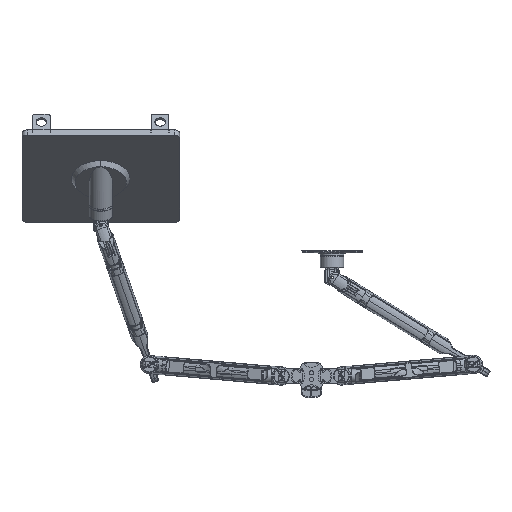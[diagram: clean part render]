
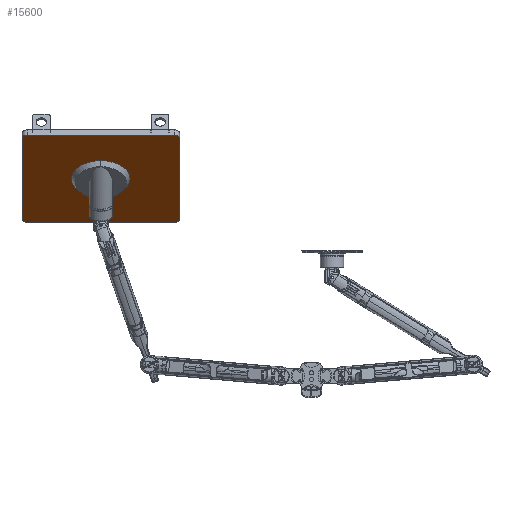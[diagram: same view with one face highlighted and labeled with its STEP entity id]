
A CAD part, front view. The second image highlights one B-rep face of the part: STEP entity #15600.
In plain terms, the highlighted face is planar.
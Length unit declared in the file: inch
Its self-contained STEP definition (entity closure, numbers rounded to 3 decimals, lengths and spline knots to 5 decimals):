
#1977 = VERTEX_POINT ( 'NONE', #5458 ) ;
#2115 = CARTESIAN_POINT ( 'NONE',  ( 5.53125, 0., -4.90625 ) ) ;
#4044 = CARTESIAN_POINT ( 'NONE',  ( 5.90625, 0., 4.90625 ) ) ;
#5458 = CARTESIAN_POINT ( 'NONE',  ( 5.53125, 0., -5.28125 ) ) ;
#6201 = DIRECTION ( 'NONE',  ( 0., 0., 1. ) ) ;
#7596 = CIRCLE ( 'NONE', #47526, 0.375 ) ;
#8817 = DIRECTION ( 'NONE',  ( 0., 0., 1. ) ) ;
#9338 = CARTESIAN_POINT ( 'NONE',  ( 0., 0., 2.1875 ) ) ;
#9466 = EDGE_CURVE ( 'NONE', #54416, #87786, #77709, .T. ) ;
#10743 = EDGE_CURVE ( 'NONE', #42328, #42977, #23511, .T. ) ;
#12150 = DIRECTION ( 'NONE',  ( 0., 0., -1. ) ) ;
#14793 = EDGE_CURVE ( 'NONE', #42977, #77719, #50205, .T. ) ;
#15577 = DIRECTION ( 'NONE',  ( 0., 0., 1. ) ) ;
#15600 = ADVANCED_FACE ( 'NONE', ( #80105, #82334 ), #71902, .F. ) ;
#15889 = CARTESIAN_POINT ( 'NONE',  ( -5.53125, 0., 5.28125 ) ) ;
#16538 = VECTOR ( 'NONE', #47775, 39.37008 ) ;
#17080 = CARTESIAN_POINT ( 'NONE',  ( 5.53125, 0., 5.28125 ) ) ;
#17600 = LINE ( 'NONE', #4044, #16538 ) ;
#19581 = CARTESIAN_POINT ( 'NONE',  ( -5.53125, 0., 5.28125 ) ) ;
#23271 = VERTEX_POINT ( 'NONE', #24534 ) ;
#23511 = CIRCLE ( 'NONE', #64431, 0.375 ) ;
#24534 = CARTESIAN_POINT ( 'NONE',  ( -5.53125, 0., -5.28125 ) ) ;
#24692 = EDGE_CURVE ( 'NONE', #1977, #23271, #79595, .T. ) ;
#25112 = CARTESIAN_POINT ( 'NONE',  ( 5.90625, 0., 4.90625 ) ) ;
#25165 = CIRCLE ( 'NONE', #68625, 0.375 ) ;
#25936 = VERTEX_POINT ( 'NONE', #56292 ) ;
#26147 = AXIS2_PLACEMENT_3D ( 'NONE', #58359, #58073, #15577 ) ;
#27055 = EDGE_CURVE ( 'NONE', #80055, #42328, #27519, .T. ) ;
#27519 = LINE ( 'NONE', #29363, #82029 ) ;
#28068 = CIRCLE ( 'NONE', #42908, 2.1875 ) ;
#28483 = DIRECTION ( 'NONE',  ( -1., 0., 0. ) ) ;
#29277 = CARTESIAN_POINT ( 'NONE',  ( 0., 0., 0. ) ) ;
#29322 = DIRECTION ( 'NONE',  ( 0., 1., 0. ) ) ;
#29363 = CARTESIAN_POINT ( 'NONE',  ( -5.90625, 0., 4.90625 ) ) ;
#31333 = VECTOR ( 'NONE', #41705, 39.37008 ) ;
#34177 = DIRECTION ( 'NONE',  ( 0., 1., 0. ) ) ;
#35133 = VECTOR ( 'NONE', #28483, 39.37008 ) ;
#35640 = EDGE_LOOP ( 'NONE', ( #62306, #83618, #65532, #51897, #69144, #85020, #69823, #55749 ) ) ;
#35655 = CARTESIAN_POINT ( 'NONE',  ( 0., 0., -2.1875 ) ) ;
#36590 = DIRECTION ( 'NONE',  ( 0., 1., 0. ) ) ;
#39629 = DIRECTION ( 'NONE',  ( 0., 1., 0. ) ) ;
#40437 = AXIS2_PLACEMENT_3D ( 'NONE', #86490, #29322, #85573 ) ;
#41705 = DIRECTION ( 'NONE',  ( 1., 0., 0. ) ) ;
#42328 = VERTEX_POINT ( 'NONE', #63408 ) ;
#42908 = AXIS2_PLACEMENT_3D ( 'NONE', #29277, #86140, #8817 ) ;
#42977 = VERTEX_POINT ( 'NONE', #15889 ) ;
#43704 = DIRECTION ( 'NONE',  ( 0., 0., 1. ) ) ;
#47526 = AXIS2_PLACEMENT_3D ( 'NONE', #2115, #36590, #51734 ) ;
#47775 = DIRECTION ( 'NONE',  ( 0., 0., -1. ) ) ;
#48136 = CARTESIAN_POINT ( 'NONE',  ( -5.53125, 0., 4.90625 ) ) ;
#48407 = DIRECTION ( 'NONE',  ( 0., -1., 0. ) ) ;
#50205 = LINE ( 'NONE', #19581, #31333 ) ;
#51734 = DIRECTION ( 'NONE',  ( 0., 0., 1. ) ) ;
#51897 = ORIENTED_EDGE ( 'NONE', *, *, #27055, .F. ) ;
#54416 = VERTEX_POINT ( 'NONE', #9338 ) ;
#54572 = VERTEX_POINT ( 'NONE', #25112 ) ;
#55225 = ORIENTED_EDGE ( 'NONE', *, *, #86927, .F. ) ;
#55749 = ORIENTED_EDGE ( 'NONE', *, *, #63165, .F. ) ;
#56292 = CARTESIAN_POINT ( 'NONE',  ( 5.90625, 0., -4.90625 ) ) ;
#56433 = CARTESIAN_POINT ( 'NONE',  ( -5.53125, 0., -5.28125 ) ) ;
#56901 = EDGE_CURVE ( 'NONE', #23271, #80055, #25165, .T. ) ;
#58073 = DIRECTION ( 'NONE',  ( 0., 1., 0. ) ) ;
#58359 = CARTESIAN_POINT ( 'NONE',  ( 5.53125, 0., 4.90625 ) ) ;
#61013 = CARTESIAN_POINT ( 'NONE',  ( -5.90625, 0., -4.90625 ) ) ;
#62306 = ORIENTED_EDGE ( 'NONE', *, *, #80888, .F. ) ;
#62974 = ORIENTED_EDGE ( 'NONE', *, *, #9466, .F. ) ;
#63165 = EDGE_CURVE ( 'NONE', #54572, #25936, #17600, .T. ) ;
#63282 = CARTESIAN_POINT ( 'NONE',  ( 0., 0., 0. ) ) ;
#63408 = CARTESIAN_POINT ( 'NONE',  ( -5.90625, 0., 4.90625 ) ) ;
#64431 = AXIS2_PLACEMENT_3D ( 'NONE', #48136, #34177, #12150 ) ;
#65532 = ORIENTED_EDGE ( 'NONE', *, *, #10743, .F. ) ;
#67526 = DIRECTION ( 'NONE',  ( 0., 0., -1. ) ) ;
#68625 = AXIS2_PLACEMENT_3D ( 'NONE', #82185, #39629, #67526 ) ;
#69144 = ORIENTED_EDGE ( 'NONE', *, *, #56901, .F. ) ;
#69823 = ORIENTED_EDGE ( 'NONE', *, *, #76716, .F. ) ;
#71902 = PLANE ( 'NONE',  #40437 ) ;
#76716 = EDGE_CURVE ( 'NONE', #25936, #1977, #7596, .T. ) ;
#77709 = CIRCLE ( 'NONE', #87583, 2.1875 ) ;
#77719 = VERTEX_POINT ( 'NONE', #17080 ) ;
#79595 = LINE ( 'NONE', #56433, #35133 ) ;
#80055 = VERTEX_POINT ( 'NONE', #61013 ) ;
#80105 = FACE_BOUND ( 'NONE', #82478, .T. ) ;
#80888 = EDGE_CURVE ( 'NONE', #77719, #54572, #86225, .T. ) ;
#82029 = VECTOR ( 'NONE', #43704, 39.37008 ) ;
#82185 = CARTESIAN_POINT ( 'NONE',  ( -5.53125, 0., -4.90625 ) ) ;
#82334 = FACE_OUTER_BOUND ( 'NONE', #35640, .T. ) ;
#82478 = EDGE_LOOP ( 'NONE', ( #55225, #62974 ) ) ;
#83618 = ORIENTED_EDGE ( 'NONE', *, *, #14793, .F. ) ;
#85020 = ORIENTED_EDGE ( 'NONE', *, *, #24692, .F. ) ;
#85573 = DIRECTION ( 'NONE',  ( 0., 0., 1. ) ) ;
#86140 = DIRECTION ( 'NONE',  ( 0., -1., 0. ) ) ;
#86225 = CIRCLE ( 'NONE', #26147, 0.375 ) ;
#86490 = CARTESIAN_POINT ( 'NONE',  ( 5.53125, 0., 4.90625 ) ) ;
#86927 = EDGE_CURVE ( 'NONE', #87786, #54416, #28068, .T. ) ;
#87583 = AXIS2_PLACEMENT_3D ( 'NONE', #63282, #48407, #6201 ) ;
#87786 = VERTEX_POINT ( 'NONE', #35655 ) ;
